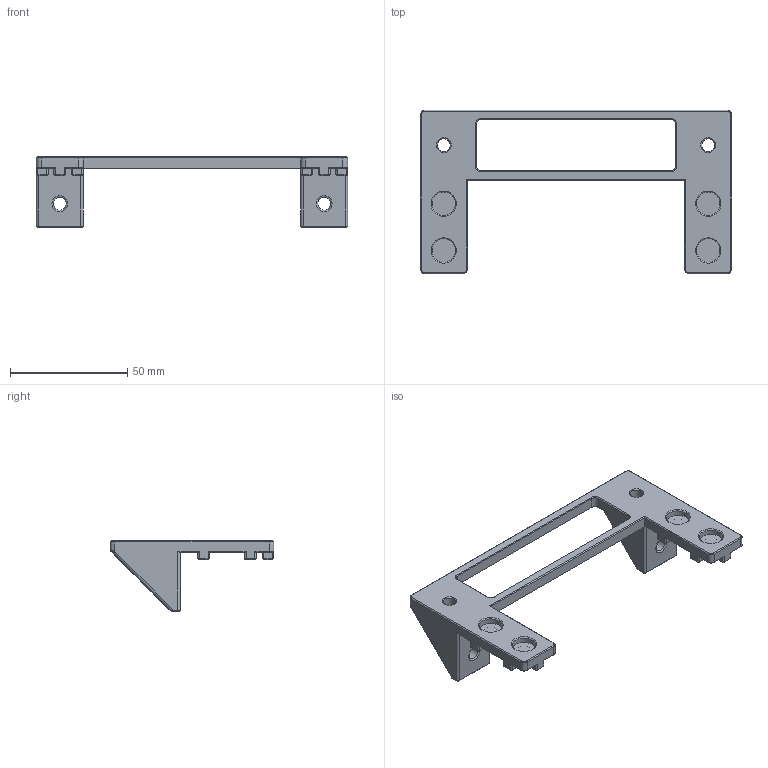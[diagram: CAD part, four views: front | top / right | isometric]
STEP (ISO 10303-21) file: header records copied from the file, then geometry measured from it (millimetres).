
FILE_DESCRIPTION(/* description */ (''),/* implementation_level */ '2;1');
FILE_NAME(/* name */ 'B-Z_Top_Brace-180-T.stp',/* time_stamp */ '2021-01-22T18:21:45-08:00',/* author */ (''),/* organization */ (''),/* preprocessor_version */ 'ST-DEVELOPER v18.1',/* originating_system */ 'Autodesk Translation Framework v9.7.0.1280',/* authorisation */ '');
FILE_SCHEMA (('AUTOMOTIVE_DESIGN { 1 0 10303 214 3 1 1 }'));
Length unit declared in the file: millimetre
Products named in the file (1): Z Top Brace
Bounding box: 133 x 70 x 30 mm (x, y, z)
Volume: 31425.4 mm3; surface area: 15669.8 mm2
Topology: 1 solids, 1 shells, 313 faces, 757 edges, 455 vertices
Faces by surface type: plane 147, cylinder 78, cone 61, bspline 17, torus 5, sphere 5
Full cylindrical faces by diameter (mm): 5.5 x8, 10 x8
Entity records: 9709 total; most frequent: CARTESIAN_POINT 2257, DIRECTION 1604, ORIENTED_EDGE 1512, EDGE_CURVE 756, AXIS2_PLACEMENT_3D 571, LINE 462, VECTOR 462, VERTEX_POINT 455
